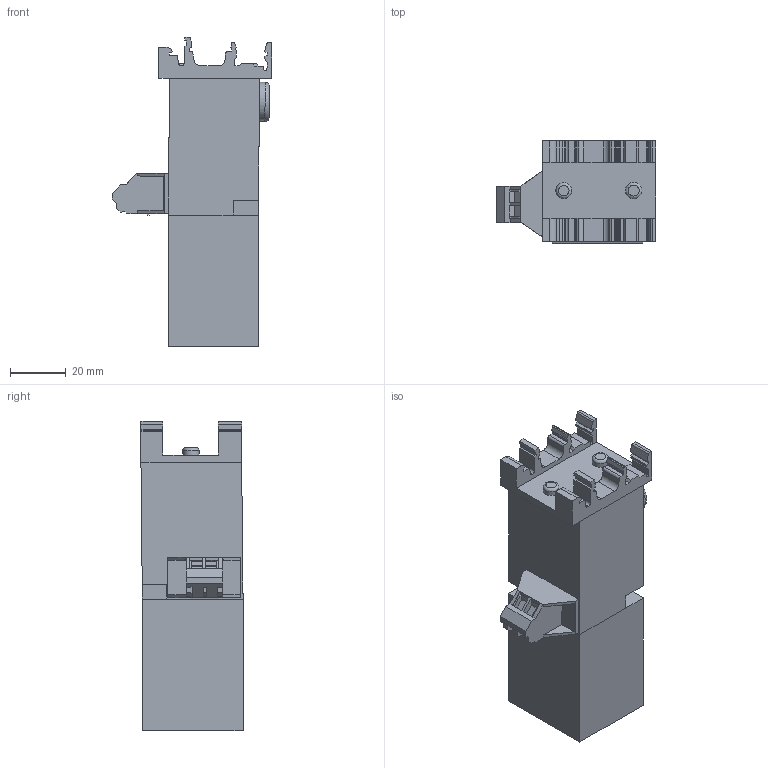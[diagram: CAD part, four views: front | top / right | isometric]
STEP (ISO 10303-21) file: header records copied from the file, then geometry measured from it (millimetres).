
FILE_DESCRIPTION(('STEP AP214'),'1');
FILE_NAME('TEIP11_Schienenmontage.g3d.stp','2021-04-21T08:13:51',(' '),(' '),'Spatial InterOp 3D',' ',' ');
FILE_SCHEMA(('AUTOMOTIVE_DESIGN { 1 0 10303 214 1 1 1 1 }'));
Length unit declared in the file: millimetre
Products named in the file (1): 1
Bounding box: 56.99 x 36.5 x 110.52 mm (x, y, z)
Volume: 121746.8 mm3; surface area: 20318.1 mm2
Topology: 1 solids, 1 shells, 224 faces, 628 edges, 414 vertices
Faces by surface type: plane 173, cylinder 47, torus 4
Full cylindrical faces by diameter (mm): 3 x1, 5.693 x1, 5.89 x1, 14 x2
Entity records: 7108 total; most frequent: CARTESIAN_POINT 1258, ORIENTED_EDGE 1238, DIRECTION 1167, EDGE_CURVE 619, LINE 521, VECTOR 521, VERTEX_POINT 414, AXIS2_PLACEMENT_3D 323
